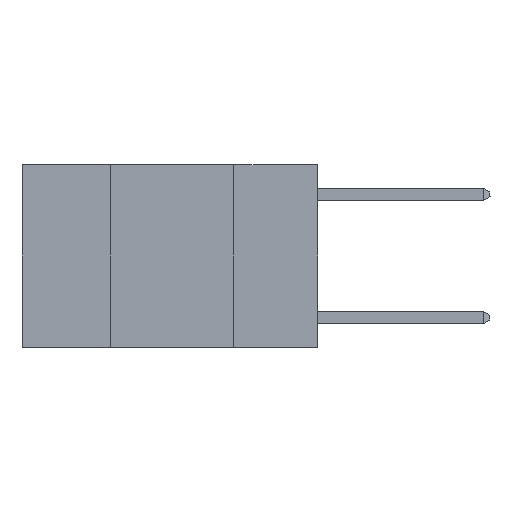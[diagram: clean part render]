
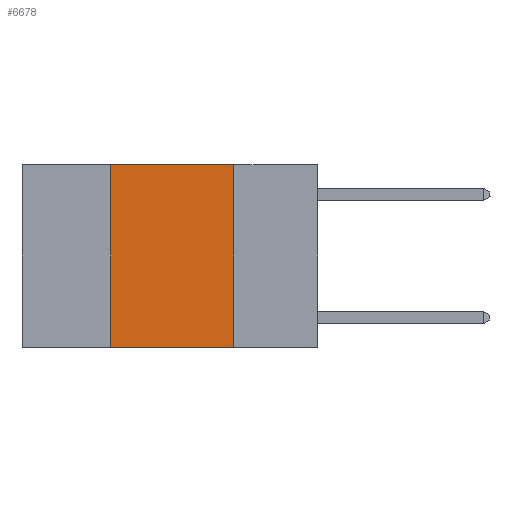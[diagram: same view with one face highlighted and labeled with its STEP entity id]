
A CAD part, left-side view. The second image highlights one B-rep face of the part: STEP entity #6678.
In plain terms, the highlighted planar face has unit normal (-1, 0, 0).
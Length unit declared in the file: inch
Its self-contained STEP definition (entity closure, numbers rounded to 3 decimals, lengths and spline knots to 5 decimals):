
#284 = VERTEX_POINT ( 'NONE', #5932 ) ;
#402 = ORIENTED_EDGE ( 'NONE', *, *, #6045, .F. ) ;
#862 = LINE ( 'NONE', #3455, #3779 ) ;
#903 = CARTESIAN_POINT ( 'NONE',  ( 0., 0.17, 0. ) ) ;
#962 = CARTESIAN_POINT ( 'NONE',  ( 0., 0.42, -0.37 ) ) ;
#1218 = ORIENTED_EDGE ( 'NONE', *, *, #4499, .F. ) ;
#1247 = DIRECTION ( 'NONE',  ( 1., 0., 0. ) ) ;
#1354 = CARTESIAN_POINT ( 'NONE',  ( 0., 0.6, 0. ) ) ;
#1589 = LINE ( 'NONE', #903, #5446 ) ;
#1849 = VECTOR ( 'NONE', #5944, 39.37008 ) ;
#2019 = CARTESIAN_POINT ( 'NONE',  ( 0., 0.17, -0.37 ) ) ;
#2248 = DIRECTION ( 'NONE',  ( 0., 0., 1. ) ) ;
#2374 = CARTESIAN_POINT ( 'NONE',  ( 0., 0.42, 0. ) ) ;
#2881 = VERTEX_POINT ( 'NONE', #3925 ) ;
#2984 = LINE ( 'NONE', #2374, #3352 ) ;
#3132 = DIRECTION ( 'NONE',  ( 0., 0., -1. ) ) ;
#3352 = VECTOR ( 'NONE', #2248, 39.37008 ) ;
#3455 = CARTESIAN_POINT ( 'NONE',  ( 0., 0.6, -0.37 ) ) ;
#3779 = VECTOR ( 'NONE', #7092, 39.37008 ) ;
#3873 = ORIENTED_EDGE ( 'NONE', *, *, #5271, .T. ) ;
#3925 = CARTESIAN_POINT ( 'NONE',  ( 0., 0.42, 0. ) ) ;
#4206 = DIRECTION ( 'NONE',  ( 0., 0., -1. ) ) ;
#4272 = EDGE_LOOP ( 'NONE', ( #6021, #402, #1218, #3873 ) ) ;
#4499 = EDGE_CURVE ( 'NONE', #6573, #2881, #2984, .T. ) ;
#5043 = VERTEX_POINT ( 'NONE', #2019 ) ;
#5070 = FACE_OUTER_BOUND ( 'NONE', #4272, .T. ) ;
#5271 = EDGE_CURVE ( 'NONE', #6573, #5043, #862, .T. ) ;
#5446 = VECTOR ( 'NONE', #4206, 39.37008 ) ;
#5843 = PLANE ( 'NONE',  #7314 ) ;
#5932 = CARTESIAN_POINT ( 'NONE',  ( 0., 0.17, 0. ) ) ;
#5944 = DIRECTION ( 'NONE',  ( 0., -1., 0. ) ) ;
#6021 = ORIENTED_EDGE ( 'NONE', *, *, #8270, .F. ) ;
#6045 = EDGE_CURVE ( 'NONE', #2881, #284, #7200, .T. ) ;
#6573 = VERTEX_POINT ( 'NONE', #962 ) ;
#6678 = ADVANCED_FACE ( 'NONE', ( #5070 ), #5843, .F. ) ;
#7019 = CARTESIAN_POINT ( 'NONE',  ( 0., 0.6, 0. ) ) ;
#7092 = DIRECTION ( 'NONE',  ( 0., -1., 0. ) ) ;
#7200 = LINE ( 'NONE', #1354, #1849 ) ;
#7314 = AXIS2_PLACEMENT_3D ( 'NONE', #7019, #1247, #3132 ) ;
#8270 = EDGE_CURVE ( 'NONE', #284, #5043, #1589, .T. ) ;
